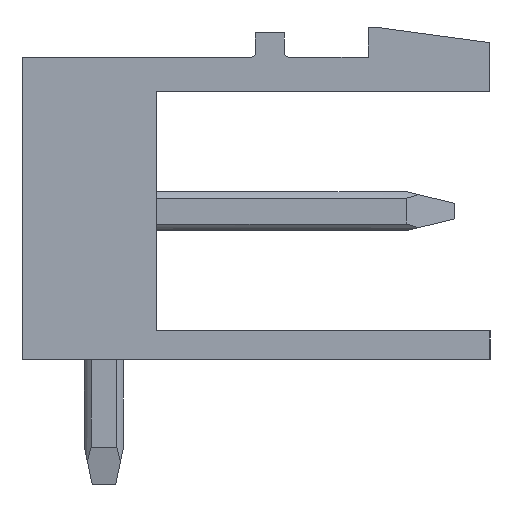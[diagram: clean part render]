
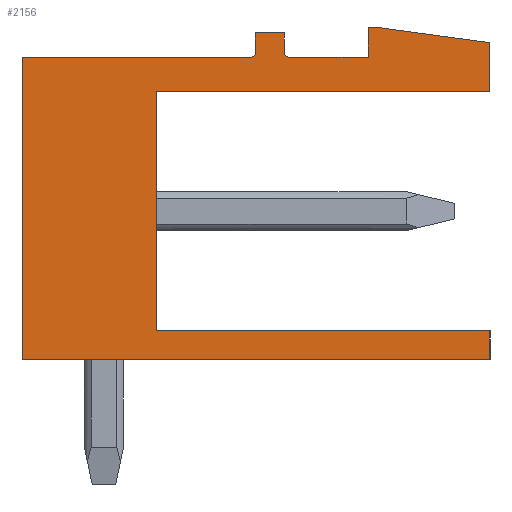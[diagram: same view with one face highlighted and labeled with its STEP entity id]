
A CAD part, left-side view. The second image highlights one B-rep face of the part: STEP entity #2156.
In plain terms, the highlighted planar face has unit normal (-1, 0, 0).
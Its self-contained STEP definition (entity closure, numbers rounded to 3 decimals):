
#1127=AXIS2_PLACEMENT_3D('Circle Axis2P3D',#1125,#1126,$) ;
#1251=AXIS2_PLACEMENT_3D('Circle Axis2P3D',#1249,#1250,$) ;
#2135=AXIS2_PLACEMENT_3D('Plane Axis2P3D',#2132,#2133,#2134) ;
#49=CARTESIAN_POINT('Vertex',(0.,0.,3.93)) ;
#52=CARTESIAN_POINT('Line Origine',(0.,0.,3.565)) ;
#56=CARTESIAN_POINT('Vertex',(0.,0.,3.2)) ;
#87=CARTESIAN_POINT('Vertex',(0.,8.55,3.93)) ;
#90=CARTESIAN_POINT('Line Origine',(0.,4.275,3.93)) ;
#118=CARTESIAN_POINT('Vertex',(0.,8.55,10.06)) ;
#121=CARTESIAN_POINT('Line Origine',(0.,8.55,6.995)) ;
#941=CARTESIAN_POINT('Vertex',(0.,0.,10.06)) ;
#944=CARTESIAN_POINT('Line Origine',(0.,4.275,10.06)) ;
#967=CARTESIAN_POINT('Vertex',(0.,0.,11.32)) ;
#970=CARTESIAN_POINT('Line Origine',(0.,0.,10.69)) ;
#998=CARTESIAN_POINT('Vertex',(0.,2.8,11.7)) ;
#1001=CARTESIAN_POINT('Line Origine',(0.,1.4,11.51)) ;
#1029=CARTESIAN_POINT('Vertex',(0.,3.12,11.7)) ;
#1032=CARTESIAN_POINT('Line Origine',(0.,2.96,11.7)) ;
#1060=CARTESIAN_POINT('Vertex',(0.,3.12,10.95)) ;
#1063=CARTESIAN_POINT('Line Origine',(0.,3.12,11.325)) ;
#1091=CARTESIAN_POINT('Vertex',(0.,5.17,10.95)) ;
#1094=CARTESIAN_POINT('Line Origine',(0.,4.145,10.95)) ;
#1122=CARTESIAN_POINT('Vertex',(0.,5.27,11.05)) ;
#1125=CARTESIAN_POINT('Axis2P3D Location',(0.,5.17,11.05)) ;
#1153=CARTESIAN_POINT('Vertex',(0.,5.27,11.57)) ;
#1156=CARTESIAN_POINT('Line Origine',(0.,5.27,11.31)) ;
#1184=CARTESIAN_POINT('Vertex',(0.,6.02,11.57)) ;
#1187=CARTESIAN_POINT('Line Origine',(0.,5.645,11.57)) ;
#1215=CARTESIAN_POINT('Vertex',(0.,6.02,11.05)) ;
#1218=CARTESIAN_POINT('Line Origine',(0.,6.02,11.31)) ;
#1246=CARTESIAN_POINT('Vertex',(0.,6.12,10.95)) ;
#1249=CARTESIAN_POINT('Axis2P3D Location',(0.,6.12,11.05)) ;
#1272=CARTESIAN_POINT('Vertex',(0.,12.,10.95)) ;
#1275=CARTESIAN_POINT('Line Origine',(0.,9.06,10.95)) ;
#1303=CARTESIAN_POINT('Vertex',(0.,12.,3.2)) ;
#1306=CARTESIAN_POINT('Line Origine',(0.,12.,7.075)) ;
#1328=CARTESIAN_POINT('Line Origine',(0.,6.,3.2)) ;
#2132=CARTESIAN_POINT('Axis2P3D Location',(0.,0.,0.)) ;
#53=DIRECTION('Vector Direction',(0.,0.,1.)) ;
#91=DIRECTION('Vector Direction',(0.,1.,0.)) ;
#122=DIRECTION('Vector Direction',(0.,0.,-1.)) ;
#945=DIRECTION('Vector Direction',(0.,-1.,0.)) ;
#971=DIRECTION('Vector Direction',(0.,0.,1.)) ;
#1002=DIRECTION('Vector Direction',(0.,0.991,0.134)) ;
#1033=DIRECTION('Vector Direction',(0.,1.,0.)) ;
#1064=DIRECTION('Vector Direction',(0.,0.,-1.)) ;
#1095=DIRECTION('Vector Direction',(0.,-1.,0.)) ;
#1126=DIRECTION('Axis2P3D Direction',(-1.,0.,0.)) ;
#1157=DIRECTION('Vector Direction',(0.,0.,-1.)) ;
#1188=DIRECTION('Vector Direction',(0.,-1.,0.)) ;
#1219=DIRECTION('Vector Direction',(0.,0.,1.)) ;
#1250=DIRECTION('Axis2P3D Direction',(-1.,0.,0.)) ;
#1276=DIRECTION('Vector Direction',(0.,-1.,0.)) ;
#1307=DIRECTION('Vector Direction',(0.,0.,1.)) ;
#1329=DIRECTION('Vector Direction',(0.,1.,0.)) ;
#2133=DIRECTION('Axis2P3D Direction',(-1.,0.,0.)) ;
#2134=DIRECTION('Axis2P3D XDirection',(0.,-1.,0.)) ;
#54=VECTOR('Line Direction',#53,1.) ;
#92=VECTOR('Line Direction',#91,1.) ;
#123=VECTOR('Line Direction',#122,1.) ;
#946=VECTOR('Line Direction',#945,1.) ;
#972=VECTOR('Line Direction',#971,1.) ;
#1003=VECTOR('Line Direction',#1002,1.) ;
#1034=VECTOR('Line Direction',#1033,1.) ;
#1065=VECTOR('Line Direction',#1064,1.) ;
#1096=VECTOR('Line Direction',#1095,1.) ;
#1158=VECTOR('Line Direction',#1157,1.) ;
#1189=VECTOR('Line Direction',#1188,1.) ;
#1220=VECTOR('Line Direction',#1219,1.) ;
#1277=VECTOR('Line Direction',#1276,1.) ;
#1308=VECTOR('Line Direction',#1307,1.) ;
#1330=VECTOR('Line Direction',#1329,1.) ;
#2138=ORIENTED_EDGE('',*,*,#58,.T.) ;
#2139=ORIENTED_EDGE('',*,*,#94,.T.) ;
#2140=ORIENTED_EDGE('',*,*,#125,.T.) ;
#2141=ORIENTED_EDGE('',*,*,#948,.T.) ;
#2142=ORIENTED_EDGE('',*,*,#974,.T.) ;
#2143=ORIENTED_EDGE('',*,*,#1005,.T.) ;
#2144=ORIENTED_EDGE('',*,*,#1036,.T.) ;
#2145=ORIENTED_EDGE('',*,*,#1067,.T.) ;
#2146=ORIENTED_EDGE('',*,*,#1098,.T.) ;
#2147=ORIENTED_EDGE('',*,*,#1129,.T.) ;
#2148=ORIENTED_EDGE('',*,*,#1160,.T.) ;
#2149=ORIENTED_EDGE('',*,*,#1191,.T.) ;
#2150=ORIENTED_EDGE('',*,*,#1222,.T.) ;
#2151=ORIENTED_EDGE('',*,*,#1253,.T.) ;
#2152=ORIENTED_EDGE('',*,*,#1279,.T.) ;
#2153=ORIENTED_EDGE('',*,*,#1310,.T.) ;
#2154=ORIENTED_EDGE('',*,*,#1332,.T.) ;
#2156=ADVANCED_FACE('Housing',(#2155),#2136,.T.) ;
#1128=CIRCLE('generated circle',#1127,0.1) ;
#1252=CIRCLE('generated circle',#1251,0.1) ;
#58=EDGE_CURVE('',#57,#50,#55,.T.) ;
#94=EDGE_CURVE('',#50,#88,#93,.T.) ;
#125=EDGE_CURVE('',#88,#119,#124,.F.) ;
#948=EDGE_CURVE('',#119,#942,#947,.T.) ;
#974=EDGE_CURVE('',#942,#968,#973,.T.) ;
#1005=EDGE_CURVE('',#968,#999,#1004,.T.) ;
#1036=EDGE_CURVE('',#999,#1030,#1035,.T.) ;
#1067=EDGE_CURVE('',#1030,#1061,#1066,.T.) ;
#1098=EDGE_CURVE('',#1061,#1092,#1097,.F.) ;
#1129=EDGE_CURVE('',#1092,#1123,#1128,.F.) ;
#1160=EDGE_CURVE('',#1123,#1154,#1159,.F.) ;
#1191=EDGE_CURVE('',#1154,#1185,#1190,.F.) ;
#1222=EDGE_CURVE('',#1185,#1216,#1221,.F.) ;
#1253=EDGE_CURVE('',#1216,#1247,#1252,.F.) ;
#1279=EDGE_CURVE('',#1247,#1273,#1278,.F.) ;
#1310=EDGE_CURVE('',#1273,#1304,#1309,.F.) ;
#1332=EDGE_CURVE('',#1304,#57,#1331,.F.) ;
#2137=EDGE_LOOP('',(#2138,#2139,#2140,#2141,#2142,#2143,#2144,#2145,#2146,#2147,#2148,#2149,#2150,#2151,#2152,#2153,#2154)) ;
#2155=FACE_OUTER_BOUND('',#2137,.T.) ;
#55=LINE('Line',#52,#54) ;
#93=LINE('Line',#90,#92) ;
#124=LINE('Line',#121,#123) ;
#947=LINE('Line',#944,#946) ;
#973=LINE('Line',#970,#972) ;
#1004=LINE('Line',#1001,#1003) ;
#1035=LINE('Line',#1032,#1034) ;
#1066=LINE('Line',#1063,#1065) ;
#1097=LINE('Line',#1094,#1096) ;
#1159=LINE('Line',#1156,#1158) ;
#1190=LINE('Line',#1187,#1189) ;
#1221=LINE('Line',#1218,#1220) ;
#1278=LINE('Line',#1275,#1277) ;
#1309=LINE('Line',#1306,#1308) ;
#1331=LINE('Line',#1328,#1330) ;
#2136=PLANE('',#2135) ;
#50=VERTEX_POINT('',#49) ;
#57=VERTEX_POINT('',#56) ;
#88=VERTEX_POINT('',#87) ;
#119=VERTEX_POINT('',#118) ;
#942=VERTEX_POINT('',#941) ;
#968=VERTEX_POINT('',#967) ;
#999=VERTEX_POINT('',#998) ;
#1030=VERTEX_POINT('',#1029) ;
#1061=VERTEX_POINT('',#1060) ;
#1092=VERTEX_POINT('',#1091) ;
#1123=VERTEX_POINT('',#1122) ;
#1154=VERTEX_POINT('',#1153) ;
#1185=VERTEX_POINT('',#1184) ;
#1216=VERTEX_POINT('',#1215) ;
#1247=VERTEX_POINT('',#1246) ;
#1273=VERTEX_POINT('',#1272) ;
#1304=VERTEX_POINT('',#1303) ;
